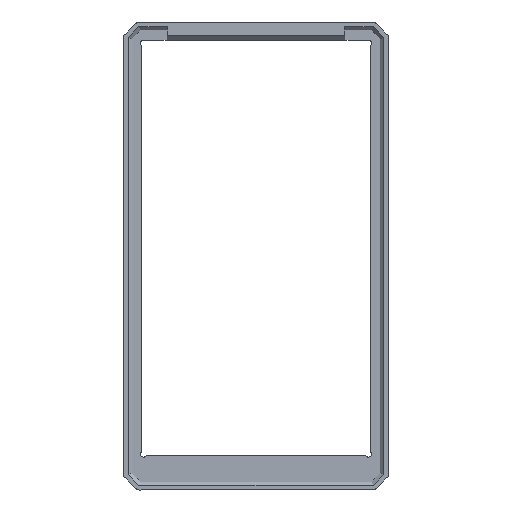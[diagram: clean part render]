
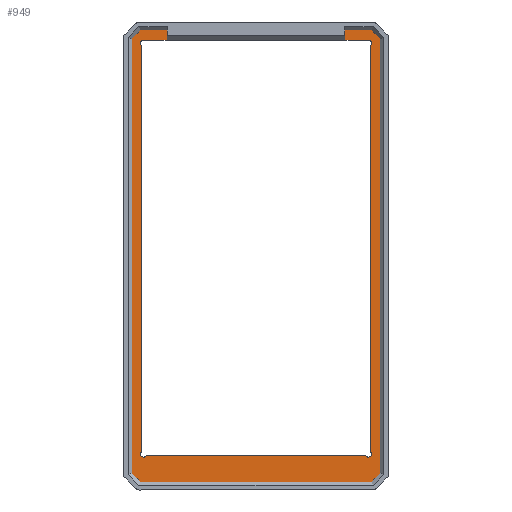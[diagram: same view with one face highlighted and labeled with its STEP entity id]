
A CAD part, front view. The second image highlights one B-rep face of the part: STEP entity #949.
In plain terms, the highlighted planar face has unit normal (0, -1, 0).
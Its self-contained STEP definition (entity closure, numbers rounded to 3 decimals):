
#17=CIRCLE('',#1013,1.);
#20=CIRCLE('',#1018,1.);
#21=CIRCLE('',#1020,1.);
#22=CIRCLE('',#1021,1.);
#61=FACE_OUTER_BOUND('',#113,.T.);
#113=EDGE_LOOP('',(#653,#654,#655,#656,#657,#658,#659,#660,#661,#662,#663,
#664,#665,#666,#667,#668,#669,#670,#671,#672,#673,#674));
#160=LINE('',#1359,#276);
#166=LINE('',#1371,#282);
#170=LINE('',#1380,#286);
#173=LINE('',#1388,#289);
#177=LINE('',#1397,#293);
#181=LINE('',#1407,#297);
#182=LINE('',#1413,#298);
#183=LINE('',#1415,#299);
#184=LINE('',#1417,#300);
#185=LINE('',#1419,#301);
#186=LINE('',#1421,#302);
#187=LINE('',#1423,#303);
#188=LINE('',#1425,#304);
#189=LINE('',#1427,#305);
#190=LINE('',#1429,#306);
#191=LINE('',#1431,#307);
#192=LINE('',#1433,#308);
#193=LINE('',#1434,#309);
#276=VECTOR('',#1088,10.);
#282=VECTOR('',#1096,10.);
#286=VECTOR('',#1102,10.);
#289=VECTOR('',#1107,10.);
#293=VECTOR('',#1113,10.);
#297=VECTOR('',#1125,10.);
#298=VECTOR('',#1134,10.);
#299=VECTOR('',#1135,10.);
#300=VECTOR('',#1136,10.);
#301=VECTOR('',#1137,10.);
#302=VECTOR('',#1138,10.);
#303=VECTOR('',#1139,10.);
#304=VECTOR('',#1140,10.);
#305=VECTOR('',#1141,10.);
#306=VECTOR('',#1142,10.);
#307=VECTOR('',#1143,10.);
#308=VECTOR('',#1144,10.);
#309=VECTOR('',#1145,10.);
#391=VERTEX_POINT('',#1355);
#393=VERTEX_POINT('',#1358);
#396=VERTEX_POINT('',#1365);
#398=VERTEX_POINT('',#1369);
#400=VERTEX_POINT('',#1374);
#402=VERTEX_POINT('',#1378);
#405=VERTEX_POINT('',#1385);
#406=VERTEX_POINT('',#1387);
#409=VERTEX_POINT('',#1394);
#410=VERTEX_POINT('',#1396);
#412=VERTEX_POINT('',#1405);
#413=VERTEX_POINT('',#1412);
#414=VERTEX_POINT('',#1414);
#415=VERTEX_POINT('',#1416);
#416=VERTEX_POINT('',#1418);
#417=VERTEX_POINT('',#1420);
#418=VERTEX_POINT('',#1422);
#419=VERTEX_POINT('',#1424);
#420=VERTEX_POINT('',#1426);
#421=VERTEX_POINT('',#1428);
#422=VERTEX_POINT('',#1430);
#423=VERTEX_POINT('',#1432);
#482=EDGE_CURVE('',#393,#391,#160,.T.);
#488=EDGE_CURVE('',#396,#398,#166,.T.);
#492=EDGE_CURVE('',#400,#402,#170,.T.);
#495=EDGE_CURVE('',#406,#405,#173,.T.);
#499=EDGE_CURVE('',#410,#409,#177,.T.);
#501=EDGE_CURVE('',#402,#396,#17,.T.);
#505=EDGE_CURVE('',#405,#412,#181,.T.);
#507=EDGE_CURVE('',#398,#406,#20,.T.);
#508=EDGE_CURVE('',#413,#412,#182,.T.);
#509=EDGE_CURVE('',#414,#413,#183,.T.);
#510=EDGE_CURVE('',#415,#414,#184,.T.);
#511=EDGE_CURVE('',#416,#415,#185,.T.);
#512=EDGE_CURVE('',#417,#416,#186,.T.);
#513=EDGE_CURVE('',#418,#417,#187,.T.);
#514=EDGE_CURVE('',#419,#418,#188,.T.);
#515=EDGE_CURVE('',#420,#419,#189,.T.);
#516=EDGE_CURVE('',#421,#420,#190,.T.);
#517=EDGE_CURVE('',#422,#421,#191,.T.);
#518=EDGE_CURVE('',#423,#422,#192,.T.);
#519=EDGE_CURVE('',#410,#423,#193,.T.);
#520=EDGE_CURVE('',#409,#393,#21,.T.);
#521=EDGE_CURVE('',#391,#400,#22,.T.);
#653=ORIENTED_EDGE('',*,*,#488,.T.);
#654=ORIENTED_EDGE('',*,*,#507,.T.);
#655=ORIENTED_EDGE('',*,*,#495,.T.);
#656=ORIENTED_EDGE('',*,*,#505,.T.);
#657=ORIENTED_EDGE('',*,*,#508,.F.);
#658=ORIENTED_EDGE('',*,*,#509,.F.);
#659=ORIENTED_EDGE('',*,*,#510,.F.);
#660=ORIENTED_EDGE('',*,*,#511,.F.);
#661=ORIENTED_EDGE('',*,*,#512,.F.);
#662=ORIENTED_EDGE('',*,*,#513,.F.);
#663=ORIENTED_EDGE('',*,*,#514,.F.);
#664=ORIENTED_EDGE('',*,*,#515,.F.);
#665=ORIENTED_EDGE('',*,*,#516,.F.);
#666=ORIENTED_EDGE('',*,*,#517,.F.);
#667=ORIENTED_EDGE('',*,*,#518,.F.);
#668=ORIENTED_EDGE('',*,*,#519,.F.);
#669=ORIENTED_EDGE('',*,*,#499,.T.);
#670=ORIENTED_EDGE('',*,*,#520,.T.);
#671=ORIENTED_EDGE('',*,*,#482,.T.);
#672=ORIENTED_EDGE('',*,*,#521,.T.);
#673=ORIENTED_EDGE('',*,*,#492,.T.);
#674=ORIENTED_EDGE('',*,*,#501,.T.);
#907=PLANE('',#1019);
#949=ADVANCED_FACE('',(#61),#907,.F.);
#1013=AXIS2_PLACEMENT_3D('',#1400,#1117,#1118);
#1018=AXIS2_PLACEMENT_3D('',#1410,#1130,#1131);
#1019=AXIS2_PLACEMENT_3D('',#1411,#1132,#1133);
#1020=AXIS2_PLACEMENT_3D('',#1435,#1146,#1147);
#1021=AXIS2_PLACEMENT_3D('',#1436,#1148,#1149);
#1088=DIRECTION('',(0.,0.,-1.));
#1096=DIRECTION('',(0.,0.,1.));
#1102=DIRECTION('',(-1.,0.,0.));
#1107=DIRECTION('',(1.,0.,0.));
#1113=DIRECTION('',(1.,0.,0.));
#1117=DIRECTION('center_axis',(0.,1.,0.));
#1118=DIRECTION('ref_axis',(1.,0.,0.));
#1125=DIRECTION('',(0.,0.,1.));
#1130=DIRECTION('center_axis',(0.,1.,0.));
#1131=DIRECTION('ref_axis',(1.,0.,0.));
#1132=DIRECTION('center_axis',(0.,1.,0.));
#1133=DIRECTION('ref_axis',(0.,0.,1.));
#1134=DIRECTION('',(0.,0.,-1.));
#1135=DIRECTION('',(1.,0.,0.));
#1136=DIRECTION('',(0.707,0.,0.707));
#1137=DIRECTION('',(0.,0.,1.));
#1138=DIRECTION('',(-0.707,0.,0.707));
#1139=DIRECTION('',(-1.,0.,0.));
#1140=DIRECTION('',(-0.707,0.,-0.707));
#1141=DIRECTION('',(0.,0.,-1.));
#1142=DIRECTION('',(0.707,0.,-0.707));
#1143=DIRECTION('',(1.,0.,0.));
#1144=DIRECTION('',(0.,0.,1.));
#1145=DIRECTION('',(0.,0.,1.));
#1146=DIRECTION('center_axis',(0.,1.,0.));
#1147=DIRECTION('ref_axis',(1.,0.,0.));
#1148=DIRECTION('center_axis',(0.,1.,0.));
#1149=DIRECTION('ref_axis',(1.,0.,0.));
#1355=CARTESIAN_POINT('',(-509.07,152.889,383.049));
#1358=CARTESIAN_POINT('',(-509.07,152.889,510.021));
#1359=CARTESIAN_POINT('',(-509.07,152.889,477.121));
#1365=CARTESIAN_POINT('',(-580.77,152.889,383.049));
#1369=CARTESIAN_POINT('',(-580.77,152.889,510.021));
#1371=CARTESIAN_POINT('',(-580.77,152.889,413.028));
#1374=CARTESIAN_POINT('',(-510.636,152.889,381.835));
#1378=CARTESIAN_POINT('',(-579.204,152.889,381.835));
#1380=CARTESIAN_POINT('',(-526.995,152.889,381.835));
#1385=CARTESIAN_POINT('',(-572.72,152.889,511.72));
#1387=CARTESIAN_POINT('',(-579.897,152.889,511.72));
#1388=CARTESIAN_POINT('',(-562.062,152.889,511.72));
#1394=CARTESIAN_POINT('',(-509.943,152.889,511.72));
#1396=CARTESIAN_POINT('',(-517.12,152.889,511.72));
#1397=CARTESIAN_POINT('',(-531.02,152.889,511.72));
#1400=CARTESIAN_POINT('Origin',(-580.07,152.889,382.335));
#1405=CARTESIAN_POINT('',(-572.72,152.889,511.72));
#1407=CARTESIAN_POINT('',(-572.72,152.889,477.375));
#1410=CARTESIAN_POINT('Origin',(-580.07,152.889,510.735));
#1411=CARTESIAN_POINT('Origin',(-544.92,152.889,444.22));
#1412=CARTESIAN_POINT('',(-572.72,152.889,514.92));
#1413=CARTESIAN_POINT('',(-572.72,152.889,477.72));
#1414=CARTESIAN_POINT('',(-581.108,152.889,514.92));
#1415=CARTESIAN_POINT('',(-581.108,152.889,514.92));
#1416=CARTESIAN_POINT('',(-583.82,152.889,512.209));
#1417=CARTESIAN_POINT('',(-583.82,152.889,512.209));
#1418=CARTESIAN_POINT('',(-583.82,152.889,376.232));
#1419=CARTESIAN_POINT('',(-583.82,152.889,376.232));
#1420=CARTESIAN_POINT('',(-581.108,152.889,373.52));
#1421=CARTESIAN_POINT('',(-581.108,152.889,373.52));
#1422=CARTESIAN_POINT('',(-508.731,152.889,373.52));
#1423=CARTESIAN_POINT('',(-508.731,152.889,373.52));
#1424=CARTESIAN_POINT('',(-506.02,152.889,376.232));
#1425=CARTESIAN_POINT('',(-506.02,152.889,376.232));
#1426=CARTESIAN_POINT('',(-506.02,152.889,512.209));
#1427=CARTESIAN_POINT('',(-506.02,152.889,512.209));
#1428=CARTESIAN_POINT('',(-508.731,152.889,514.92));
#1429=CARTESIAN_POINT('',(-508.731,152.889,514.92));
#1430=CARTESIAN_POINT('',(-517.12,152.889,514.92));
#1431=CARTESIAN_POINT('',(-517.32,152.889,514.92));
#1432=CARTESIAN_POINT('',(-517.12,152.889,511.72));
#1433=CARTESIAN_POINT('',(-517.12,152.889,514.72));
#1434=CARTESIAN_POINT('',(-517.12,152.889,479.32));
#1435=CARTESIAN_POINT('Origin',(-509.77,152.889,510.735));
#1436=CARTESIAN_POINT('Origin',(-509.77,152.889,382.335));
